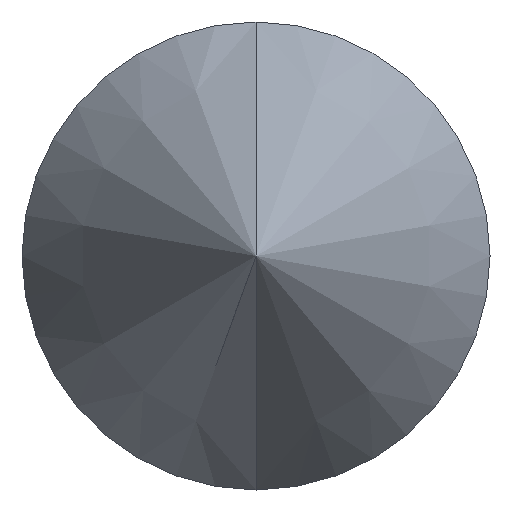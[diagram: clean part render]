
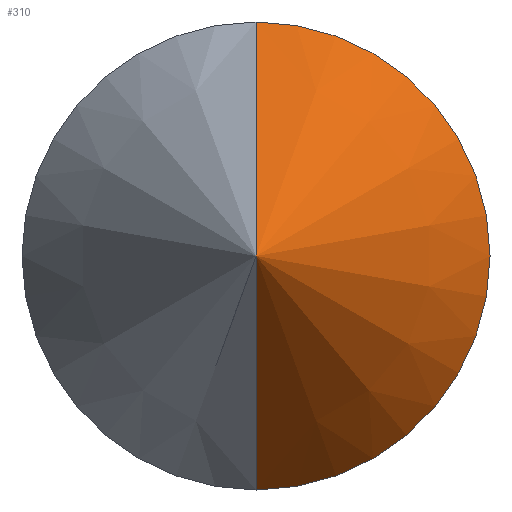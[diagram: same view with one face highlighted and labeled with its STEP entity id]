
A CAD part, front view. The second image highlights one B-rep face of the part: STEP entity #310.
In plain terms, the highlighted conical face has half-angle 30 degrees and reference radius 577.35 mm.
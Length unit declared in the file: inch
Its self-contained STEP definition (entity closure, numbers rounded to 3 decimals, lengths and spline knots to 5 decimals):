
#4 = EDGE_LOOP ( 'NONE', ( #24, #159, #162 ) ) ;
#10 = CARTESIAN_POINT ( 'NONE',  ( 0., 0.16238, -0.09375 ) ) ;
#11 = DIRECTION ( 'NONE',  ( 0., 1., 0. ) ) ;
#24 = ORIENTED_EDGE ( 'NONE', *, *, #327, .F. ) ;
#28 = EDGE_CURVE ( 'NONE', #47, #240, #180, .T. ) ;
#47 = VERTEX_POINT ( 'NONE', #10 ) ;
#60 = DIRECTION ( 'NONE',  ( 0., 0.866, 0.5 ) ) ;
#80 = FACE_OUTER_BOUND ( 'NONE', #4, .T. ) ;
#88 = DIRECTION ( 'NONE',  ( 0., 0.866, -0.5 ) ) ;
#99 = AXIS2_PLACEMENT_3D ( 'NONE', #252, #11, #111 ) ;
#109 = AXIS2_PLACEMENT_3D ( 'NONE', #222, #198, #144 ) ;
#111 = DIRECTION ( 'NONE',  ( 0., 0., 1. ) ) ;
#114 = CONICAL_SURFACE ( 'NONE', #99, 22.73033, 0.524 ) ;
#126 = VERTEX_POINT ( 'NONE', #150 ) ;
#134 = LINE ( 'NONE', #199, #283 ) ;
#144 = DIRECTION ( 'NONE',  ( 0., 0., -1. ) ) ;
#150 = CARTESIAN_POINT ( 'NONE',  ( 0., 0., 0. ) ) ;
#159 = ORIENTED_EDGE ( 'NONE', *, *, #344, .T. ) ;
#162 = ORIENTED_EDGE ( 'NONE', *, *, #28, .T. ) ;
#180 = CIRCLE ( 'NONE', #109, 0.09375 ) ;
#198 = DIRECTION ( 'NONE',  ( 0., -1., 0. ) ) ;
#199 = CARTESIAN_POINT ( 'NONE',  ( 0., 0., 0. ) ) ;
#222 = CARTESIAN_POINT ( 'NONE',  ( 0., 0.16238, 0. ) ) ;
#237 = VECTOR ( 'NONE', #88, 39.37008 ) ;
#240 = VERTEX_POINT ( 'NONE', #293 ) ;
#252 = CARTESIAN_POINT ( 'NONE',  ( 0., 39.37008, 0. ) ) ;
#269 = LINE ( 'NONE', #336, #237 ) ;
#283 = VECTOR ( 'NONE', #60, 39.37008 ) ;
#293 = CARTESIAN_POINT ( 'NONE',  ( 0., 0.16238, 0.09375 ) ) ;
#310 = ADVANCED_FACE ( 'NONE', ( #80 ), #114, .T. ) ;
#327 = EDGE_CURVE ( 'NONE', #126, #240, #134, .T. ) ;
#336 = CARTESIAN_POINT ( 'NONE',  ( 0., 0., 0. ) ) ;
#344 = EDGE_CURVE ( 'NONE', #126, #47, #269, .T. ) ;
